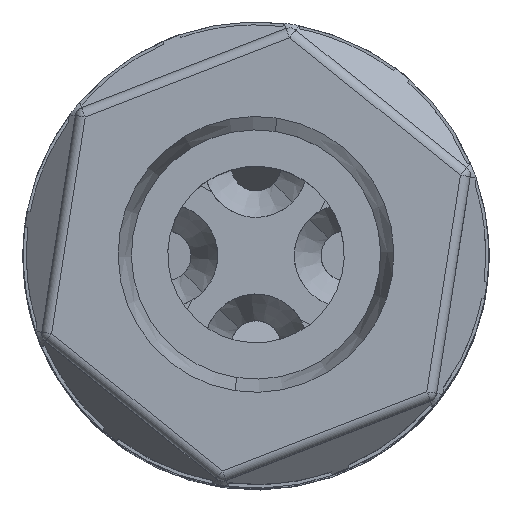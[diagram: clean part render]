
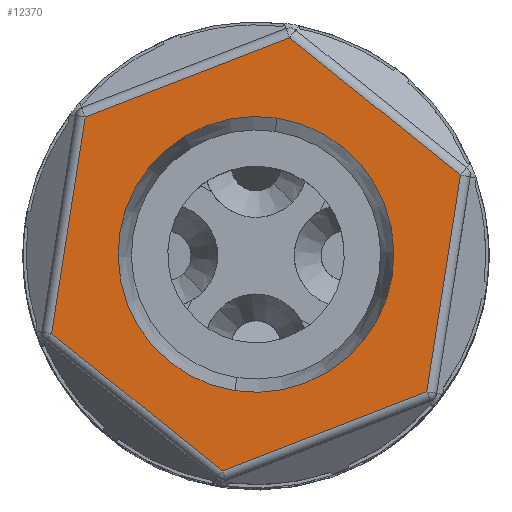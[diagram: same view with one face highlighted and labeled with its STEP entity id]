
A CAD part, top view. The second image highlights one B-rep face of the part: STEP entity #12370.
In plain terms, the highlighted planar face has unit normal (0, 0, 1).
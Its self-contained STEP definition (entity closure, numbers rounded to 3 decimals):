
#11254=AXIS2_PLACEMENT_3D('Circle Axis2P3D',#11252,#11253,$) ;
#11295=AXIS2_PLACEMENT_3D('Circle Axis2P3D',#11293,#11294,$) ;
#12356=AXIS2_PLACEMENT_3D('Plane Axis2P3D',#12353,#12354,#12355) ;
#10332=CARTESIAN_POINT('Vertex',(8.009,13.504,51.24)) ;
#10335=CARTESIAN_POINT('Line Origine',(7.854,13.628,51.24)) ;
#10339=CARTESIAN_POINT('Vertex',(13.137,9.379,51.24)) ;
#10362=CARTESIAN_POINT('Line Origine',(12.118,2.809,51.24)) ;
#10366=CARTESIAN_POINT('Vertex',(12.128,2.874,51.24)) ;
#10415=CARTESIAN_POINT('Line Origine',(5.806,0.424,51.24)) ;
#10419=CARTESIAN_POINT('Vertex',(5.991,0.496,51.24)) ;
#10454=CARTESIAN_POINT('Line Origine',(0.708,4.746,51.24)) ;
#10458=CARTESIAN_POINT('Vertex',(0.863,4.621,51.24)) ;
#10493=CARTESIAN_POINT('Line Origine',(1.882,11.191,51.24)) ;
#10497=CARTESIAN_POINT('Vertex',(1.872,11.126,51.24)) ;
#10551=CARTESIAN_POINT('Line Origine',(8.194,13.576,51.24)) ;
#11252=CARTESIAN_POINT('Axis2P3D Location',(7.,7.,51.24)) ;
#11256=CARTESIAN_POINT('Vertex',(6.365,2.907,51.24)) ;
#11258=CARTESIAN_POINT('Vertex',(7.635,11.093,51.24)) ;
#11293=CARTESIAN_POINT('Axis2P3D Location',(7.,7.,51.24)) ;
#12353=CARTESIAN_POINT('Axis2P3D Location',(-66.396,-86.896,51.24)) ;
#10336=DIRECTION('Vector Direction',(0.779,-0.627,0.)) ;
#10363=DIRECTION('Vector Direction',(0.153,0.988,0.)) ;
#10416=DIRECTION('Vector Direction',(0.932,0.361,0.)) ;
#10455=DIRECTION('Vector Direction',(0.779,-0.627,0.)) ;
#10494=DIRECTION('Vector Direction',(-0.153,-0.988,0.)) ;
#10552=DIRECTION('Vector Direction',(-0.932,-0.361,0.)) ;
#11253=DIRECTION('Axis2P3D Direction',(0.,0.,1.)) ;
#11294=DIRECTION('Axis2P3D Direction',(0.,0.,1.)) ;
#12354=DIRECTION('Axis2P3D Direction',(0.,0.,1.)) ;
#12355=DIRECTION('Axis2P3D XDirection',(-0.153,-0.988,0.)) ;
#10337=VECTOR('Line Direction',#10336,1.) ;
#10364=VECTOR('Line Direction',#10363,1.) ;
#10417=VECTOR('Line Direction',#10416,1.) ;
#10456=VECTOR('Line Direction',#10455,1.) ;
#10495=VECTOR('Line Direction',#10494,1.) ;
#10553=VECTOR('Line Direction',#10552,1.) ;
#12359=ORIENTED_EDGE('',*,*,#10499,.F.) ;
#12360=ORIENTED_EDGE('',*,*,#10460,.F.) ;
#12361=ORIENTED_EDGE('',*,*,#10421,.F.) ;
#12362=ORIENTED_EDGE('',*,*,#10368,.F.) ;
#12363=ORIENTED_EDGE('',*,*,#10341,.F.) ;
#12364=ORIENTED_EDGE('',*,*,#10555,.F.) ;
#12367=ORIENTED_EDGE('',*,*,#11260,.F.) ;
#12368=ORIENTED_EDGE('',*,*,#11297,.F.) ;
#12369=FACE_BOUND('',#12366,.T.) ;
#12370=ADVANCED_FACE('Hauptk\X2\00F6\X0\rper',(#12365,#12369),#12357,.T.) ;
#11255=CIRCLE('generated circle',#11254,4.141) ;
#11296=CIRCLE('generated circle',#11295,4.141) ;
#10341=EDGE_CURVE('',#10333,#10340,#10338,.T.) ;
#10368=EDGE_CURVE('',#10340,#10367,#10365,.F.) ;
#10421=EDGE_CURVE('',#10367,#10420,#10418,.F.) ;
#10460=EDGE_CURVE('',#10420,#10459,#10457,.F.) ;
#10499=EDGE_CURVE('',#10459,#10498,#10496,.F.) ;
#10555=EDGE_CURVE('',#10498,#10333,#10554,.F.) ;
#11260=EDGE_CURVE('',#11257,#11259,#11255,.T.) ;
#11297=EDGE_CURVE('',#11259,#11257,#11296,.T.) ;
#12358=EDGE_LOOP('',(#12359,#12360,#12361,#12362,#12363,#12364)) ;
#12366=EDGE_LOOP('',(#12367,#12368)) ;
#12365=FACE_OUTER_BOUND('',#12358,.T.) ;
#10338=LINE('Line',#10335,#10337) ;
#10365=LINE('Line',#10362,#10364) ;
#10418=LINE('Line',#10415,#10417) ;
#10457=LINE('Line',#10454,#10456) ;
#10496=LINE('Line',#10493,#10495) ;
#10554=LINE('Line',#10551,#10553) ;
#12357=PLANE('',#12356) ;
#10333=VERTEX_POINT('',#10332) ;
#10340=VERTEX_POINT('',#10339) ;
#10367=VERTEX_POINT('',#10366) ;
#10420=VERTEX_POINT('',#10419) ;
#10459=VERTEX_POINT('',#10458) ;
#10498=VERTEX_POINT('',#10497) ;
#11257=VERTEX_POINT('',#11256) ;
#11259=VERTEX_POINT('',#11258) ;
